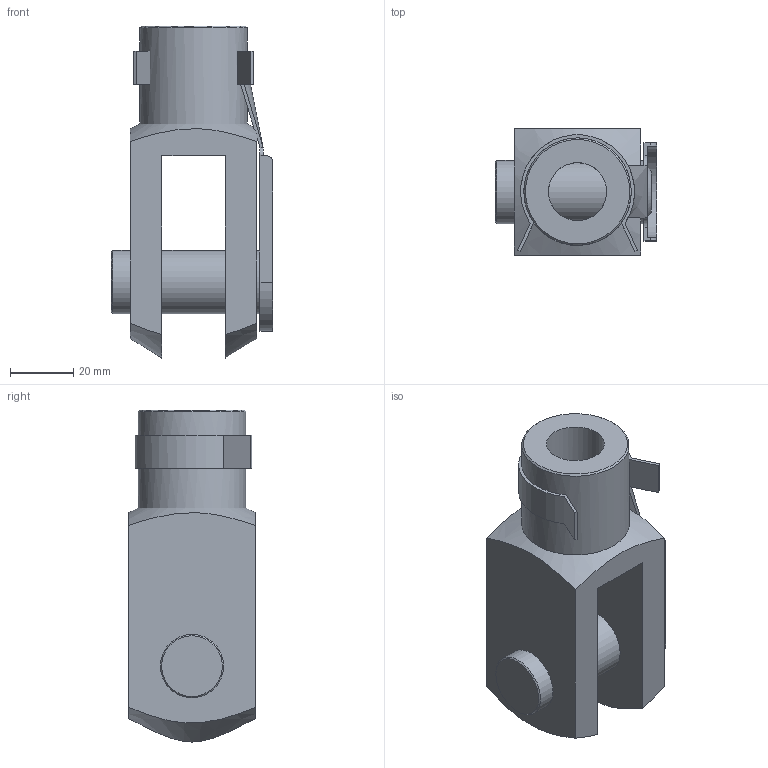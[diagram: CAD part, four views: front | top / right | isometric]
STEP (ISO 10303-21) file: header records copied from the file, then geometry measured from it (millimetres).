
FILE_DESCRIPTION(/* description */ (''),/* implementation_level */ '2;1');
FILE_NAME(/* name */ 'CAD_9192.stp',/* time_stamp */ '2017-10-27T11:18:53+02:00',/* author */ ('Hypex'),/* organization */ ('Hypex'),/* preprocessor_version */ 'ST-DEVELOPER v16.1',/* originating_system */ 'Autodesk Inventor 2016',/* authorisation */ '');
FILE_SCHEMA (('AUTOMOTIVE_DESIGN { 1 0 10303 214 3 1 1 }'));
Length unit declared in the file: millimetre
Products named in the file (1): CAD_9192
Bounding box: 51 x 40 x 105 mm (x, y, z)
Volume: 90197.5 mm3; surface area: 27307.8 mm2
Topology: 1 solids, 2 shells, 56 faces, 147 edges, 96 vertices
Faces by surface type: plane 32, cylinder 13, cone 8, bspline 3
Full cylindrical faces by diameter (mm): 18.376 x1, 20 x3, 34 x1
Entity records: 1790 total; most frequent: CARTESIAN_POINT 421, ORIENTED_EDGE 258, DIRECTION 253, EDGE_CURVE 129, AXIS2_PLACEMENT_3D 92, VERTEX_POINT 90, EDGE_LOOP 77, LINE 69
